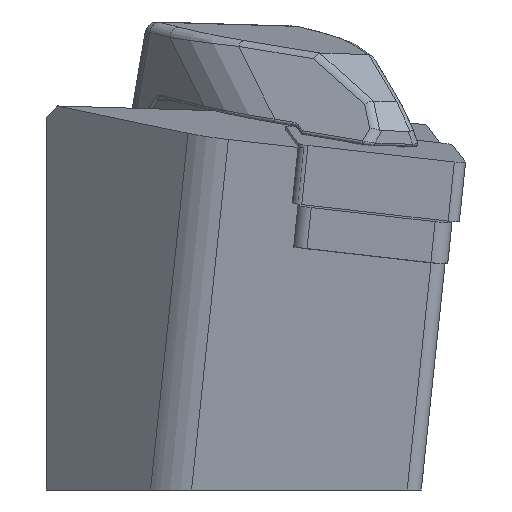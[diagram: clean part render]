
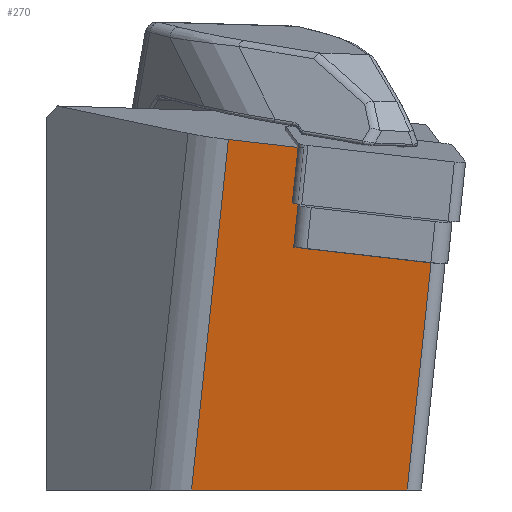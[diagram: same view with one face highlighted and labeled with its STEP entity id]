
A CAD part, left-side view. The second image highlights one B-rep face of the part: STEP entity #270.
In plain terms, the highlighted planar face has unit normal (-0.992, 0.087, -0.096).
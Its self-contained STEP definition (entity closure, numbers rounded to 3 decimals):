
#270=ADVANCED_FACE('',(#443),#391,.F.);
#391=PLANE('',#2192);
#443=FACE_OUTER_BOUND('',#559,.T.);
#559=EDGE_LOOP('',(#1064,#1065,#1066,#1067,#1068,#1069,#1070));
#684=LINE('',#3037,#852);
#713=LINE('',#3096,#881);
#714=LINE('',#3100,#882);
#715=LINE('',#3103,#883);
#716=LINE('',#3104,#884);
#717=LINE('',#3106,#885);
#718=LINE('',#3107,#886);
#852=VECTOR('',#2419,1.);
#881=VECTOR('',#2462,1.);
#882=VECTOR('',#2467,1.);
#883=VECTOR('',#2468,1.);
#884=VECTOR('',#2469,1.);
#885=VECTOR('',#2470,1.);
#886=VECTOR('',#2471,1.);
#1064=ORIENTED_EDGE('',*,*,#1847,.F.);
#1065=ORIENTED_EDGE('',*,*,#1848,.T.);
#1066=ORIENTED_EDGE('',*,*,#1815,.F.);
#1067=ORIENTED_EDGE('',*,*,#1849,.T.);
#1068=ORIENTED_EDGE('',*,*,#1850,.F.);
#1069=ORIENTED_EDGE('',*,*,#1845,.T.);
#1070=ORIENTED_EDGE('',*,*,#1851,.F.);
#1626=VERTEX_POINT('',#3036);
#1627=VERTEX_POINT('',#3038);
#1649=VERTEX_POINT('',#3095);
#1650=VERTEX_POINT('',#3097);
#1651=VERTEX_POINT('',#3101);
#1652=VERTEX_POINT('',#3102);
#1653=VERTEX_POINT('',#3105);
#1815=EDGE_CURVE('',#1626,#1627,#684,.T.);
#1845=EDGE_CURVE('',#1650,#1649,#713,.T.);
#1847=EDGE_CURVE('',#1651,#1652,#714,.T.);
#1848=EDGE_CURVE('',#1651,#1627,#715,.T.);
#1849=EDGE_CURVE('',#1626,#1653,#716,.T.);
#1850=EDGE_CURVE('',#1650,#1653,#717,.T.);
#1851=EDGE_CURVE('',#1652,#1649,#718,.T.);
#2192=AXIS2_PLACEMENT_3D('',#3108,#2472,#2473);
#2419=DIRECTION('',(-0.076,-0.991,-0.112));
#2462=DIRECTION('',(-0.105,-0.104,0.989));
#2467=DIRECTION('',(-0.076,-0.991,-0.112));
#2468=DIRECTION('',(-0.105,-0.104,0.989));
#2469=DIRECTION('',(0.105,0.104,-0.989));
#2470=DIRECTION('',(0.087,0.996,0.));
#2471=DIRECTION('',(-0.076,-0.991,-0.112));
#2472=DIRECTION('',(0.992,-0.087,0.096));
#2473=DIRECTION('',(0.096,0.,-0.995));
#3036=CARTESIAN_POINT('',(2.001,-13.892,1.757));
#3037=CARTESIAN_POINT('',(0.755,-30.157,-0.084));
#3038=CARTESIAN_POINT('',(1.559,-19.667,1.103));
#3095=CARTESIAN_POINT('',(1.554,-29.363,-7.641));
#3096=CARTESIAN_POINT('',(4.905,-26.03,-39.35));
#3097=CARTESIAN_POINT('',(3.388,-27.538,-25.));
#3100=CARTESIAN_POINT('',(1.554,-29.363,-7.641));
#3101=CARTESIAN_POINT('',(2.357,-18.873,-6.453));
#3102=CARTESIAN_POINT('',(2.328,-19.248,-6.496));
#3103=CARTESIAN_POINT('',(1.312,-19.913,3.438));
#3104=CARTESIAN_POINT('',(6.151,-9.765,-37.509));
#3105=CARTESIAN_POINT('',(4.829,-11.08,-25.));
#3106=CARTESIAN_POINT('',(3.531,-25.91,-25.));
#3107=CARTESIAN_POINT('',(1.554,-29.363,-7.641));
#3108=CARTESIAN_POINT('',(4.905,-26.03,-39.35));
